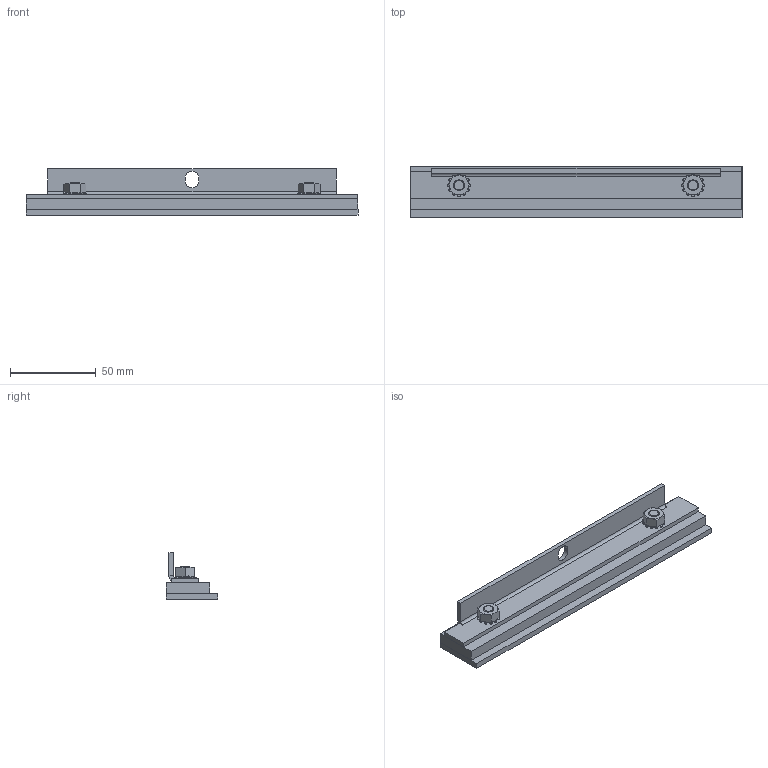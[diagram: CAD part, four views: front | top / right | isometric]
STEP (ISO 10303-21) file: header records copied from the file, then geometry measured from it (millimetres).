
FILE_DESCRIPTION(/* description */ ('LJW, WW FITTING, ASP, BOTTOM PLATE, 8"'),/* implementation_level */ '2;1');
FILE_NAME(/* name */ 'LJW8ASP.stp',/* time_stamp */ '2017-03-17T17:39:09+05:00',/* author */ ('mgunasekar'),/* organization */ (''),/* preprocessor_version */ 'ST-DEVELOPER v16.1',/* originating_system */ 'Autodesk Inventor 2016',/* authorisation */ '');
FILE_SCHEMA (('AUTOMOTIVE_DESIGN { 1 0 10303 214 3 1 1 }'));
Length unit declared in the file: inch
Products named in the file (6): LJW8ASPBTMP; LJW8ASPTOPP; HFW314177; 316108; 34920; LJW8ASP
Assembly tree (7 placements, depth 2):
  LJW8ASP
    LJW8ASPBTMP
    LJW8ASPTOPP
    HFW314177  x2
    316108
    34920  x2
Bounding box: 193.68 x 30.16 x 27.22 mm (x, y, z)
Volume: 65920.5 mm3; surface area: 40909.2 mm2
Topology: 9 solids, 9 shells, 528 faces, 1454 edges, 956 vertices
Faces by surface type: plane 294, cylinder 186, cone 34, torus 14
Full cylindrical faces by diameter (mm): 4.825 x10, 6.35 x6, 7.112 x2, 7.325 x2, 7.938 x2, 8.382 x2, 8.509 x2, 8.56 x2, 9.525 x2, 9.652 x2, 12.7 x2
Entity records: 9200 total; most frequent: CARTESIAN_POINT 1823, DIRECTION 1544, ORIENTED_EDGE 1444, EDGE_CURVE 722, AXIS2_PLACEMENT_3D 543, VERTEX_POINT 498, LINE 458, VECTOR 458
